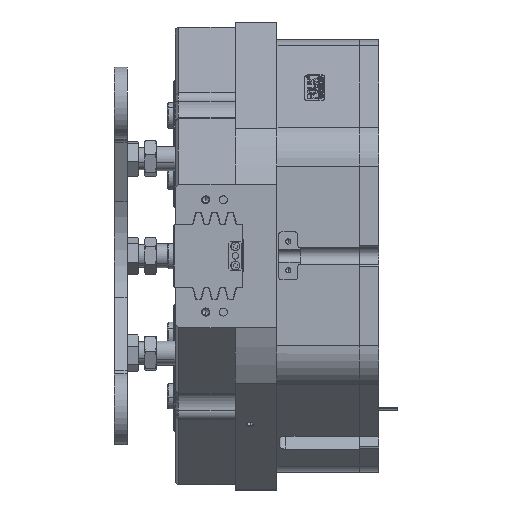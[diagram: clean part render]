
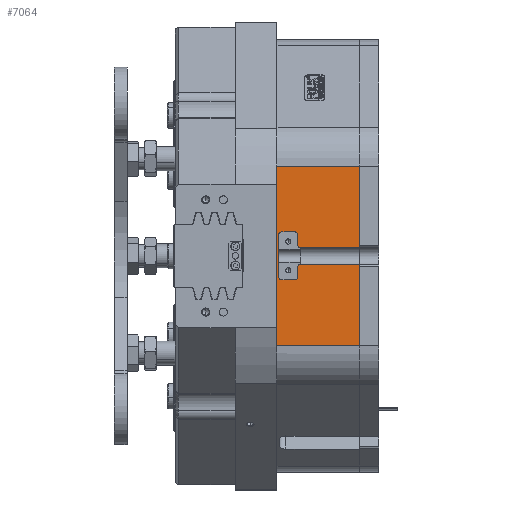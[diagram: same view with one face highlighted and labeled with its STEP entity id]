
A CAD part, left-side view. The second image highlights one B-rep face of the part: STEP entity #7064.
In plain terms, the highlighted planar face has unit normal (-1, 0, 0).
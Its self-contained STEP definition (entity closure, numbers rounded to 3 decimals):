
#274 = CARTESIAN_POINT ( 'NONE',  ( -119., 38.5, -6.5 ) ) ;
#675 = LINE ( 'NONE', #60141, #3714 ) ;
#951 = CARTESIAN_POINT ( 'NONE',  ( -119., 637.01, -56.003 ) ) ;
#1355 = DIRECTION ( 'NONE',  ( 0., -1., 0. ) ) ;
#1458 = VERTEX_POINT ( 'NONE', #20877 ) ;
#2236 = DIRECTION ( 'NONE',  ( -1., 0., 0. ) ) ;
#2987 = LINE ( 'NONE', #50642, #30436 ) ;
#3132 = AXIS2_PLACEMENT_3D ( 'NONE', #47852, #62121, #14192 ) ;
#3714 = VECTOR ( 'NONE', #21389, 1000. ) ;
#3768 = DIRECTION ( 'NONE',  ( 0., -1., 0. ) ) ;
#3934 = DIRECTION ( 'NONE',  ( 0., 0., -1. ) ) ;
#6159 = VERTEX_POINT ( 'NONE', #24226 ) ;
#6680 = EDGE_CURVE ( 'NONE', #33594, #24838, #59106, .T. ) ;
#7064 = ADVANCED_FACE ( 'NONE', ( #17160 ), #28903, .T. ) ;
#8017 = LINE ( 'NONE', #951, #25547 ) ;
#8377 = ORIENTED_EDGE ( 'NONE', *, *, #50012, .F. ) ;
#8531 = DIRECTION ( 'NONE',  ( 0., 1., 0. ) ) ;
#9222 = DIRECTION ( 'NONE',  ( 0., 0., -1. ) ) ;
#9258 = DIRECTION ( 'NONE',  ( -1., 0., 0. ) ) ;
#9321 = VECTOR ( 'NONE', #8531, 1000. ) ;
#9393 = ORIENTED_EDGE ( 'NONE', *, *, #21735, .T. ) ;
#10167 = DIRECTION ( 'NONE',  ( 0., 0., 1. ) ) ;
#10470 = CARTESIAN_POINT ( 'NONE',  ( -119., 40.5, -13. ) ) ;
#11211 = EDGE_CURVE ( 'NONE', #29699, #6159, #20651, .T. ) ;
#11346 = CARTESIAN_POINT ( 'NONE',  ( -119., 637.01, 56.003 ) ) ;
#11741 = EDGE_CURVE ( 'NONE', #42285, #20448, #32007, .T. ) ;
#12901 = LINE ( 'NONE', #11346, #28909 ) ;
#13173 = ORIENTED_EDGE ( 'NONE', *, *, #19658, .F. ) ;
#13762 = VECTOR ( 'NONE', #3934, 1000. ) ;
#14192 = DIRECTION ( 'NONE',  ( 0., 0., 1. ) ) ;
#14203 = DIRECTION ( 'NONE',  ( 0., 0., 1. ) ) ;
#14524 = VECTOR ( 'NONE', #15592, 1000. ) ;
#15071 = CARTESIAN_POINT ( 'NONE',  ( -119., 38.5, 206.114 ) ) ;
#15592 = DIRECTION ( 'NONE',  ( 0., -1., 0. ) ) ;
#15822 = ORIENTED_EDGE ( 'NONE', *, *, #46520, .F. ) ;
#17160 = FACE_OUTER_BOUND ( 'NONE', #24769, .T. ) ;
#17274 = VERTEX_POINT ( 'NONE', #42641 ) ;
#17848 = VERTEX_POINT ( 'NONE', #35821 ) ;
#18889 = LINE ( 'NONE', #23318, #55449 ) ;
#19003 = CARTESIAN_POINT ( 'NONE',  ( -119., 38.5, -13. ) ) ;
#19658 = EDGE_CURVE ( 'NONE', #31147, #56589, #46124, .T. ) ;
#19977 = CIRCLE ( 'NONE', #3132, 1. ) ;
#20125 = CIRCLE ( 'NONE', #51883, 2. ) ;
#20201 = ORIENTED_EDGE ( 'NONE', *, *, #21366, .F. ) ;
#20222 = CARTESIAN_POINT ( 'NONE',  ( -119., 48.5, -13. ) ) ;
#20448 = VERTEX_POINT ( 'NONE', #52941 ) ;
#20651 = LINE ( 'NONE', #44985, #14524 ) ;
#20877 = CARTESIAN_POINT ( 'NONE',  ( -119., 38.5, 6.5 ) ) ;
#21366 = EDGE_CURVE ( 'NONE', #23890, #25399, #38321, .T. ) ;
#21389 = DIRECTION ( 'NONE',  ( 0., 0., 1. ) ) ;
#21412 = EDGE_CURVE ( 'NONE', #38724, #42285, #22281, .T. ) ;
#21735 = EDGE_CURVE ( 'NONE', #1458, #58898, #19977, .T. ) ;
#22281 = LINE ( 'NONE', #37913, #37589 ) ;
#22999 = CARTESIAN_POINT ( 'NONE',  ( -119., 637.01, 15. ) ) ;
#23318 = CARTESIAN_POINT ( 'NONE',  ( -119., 637.01, -15. ) ) ;
#23890 = VERTEX_POINT ( 'NONE', #47706 ) ;
#24226 = CARTESIAN_POINT ( 'NONE',  ( -119., 0., -5.5 ) ) ;
#24769 = EDGE_LOOP ( 'NONE', ( #45372, #13173, #59330, #45344, #25750, #50222, #15822, #8377, #49034, #55828, #28855, #60024, #20201, #37015, #37824, #9393, #58589, #36217 ) ) ;
#24822 = CARTESIAN_POINT ( 'NONE',  ( -119., 37.5, -5.5 ) ) ;
#24838 = VERTEX_POINT ( 'NONE', #38793 ) ;
#25399 = VERTEX_POINT ( 'NONE', #48499 ) ;
#25547 = VECTOR ( 'NONE', #1355, 1000. ) ;
#25750 = ORIENTED_EDGE ( 'NONE', *, *, #11211, .F. ) ;
#25802 = AXIS2_PLACEMENT_3D ( 'NONE', #37622, #9258, #33337 ) ;
#26491 = CARTESIAN_POINT ( 'NONE',  ( -119., 48.5, 13. ) ) ;
#26555 = VERTEX_POINT ( 'NONE', #274 ) ;
#27976 = DIRECTION ( 'NONE',  ( -1., 0., 0. ) ) ;
#28681 = DIRECTION ( 'NONE',  ( -1., 0., 0. ) ) ;
#28746 = VECTOR ( 'NONE', #49168, 1000. ) ;
#28855 = ORIENTED_EDGE ( 'NONE', *, *, #21412, .F. ) ;
#28903 = PLANE ( 'NONE',  #55623 ) ;
#28909 = VECTOR ( 'NONE', #36079, 1000. ) ;
#29699 = VERTEX_POINT ( 'NONE', #24822 ) ;
#30123 = VERTEX_POINT ( 'NONE', #19003 ) ;
#30436 = VECTOR ( 'NONE', #30839, 1000. ) ;
#30839 = DIRECTION ( 'NONE',  ( 0., 1., 0. ) ) ;
#31147 = VERTEX_POINT ( 'NONE', #38271 ) ;
#32007 = CIRCLE ( 'NONE', #54619, 2. ) ;
#32278 = CIRCLE ( 'NONE', #40173, 2. ) ;
#32350 = CIRCLE ( 'NONE', #25802, 2. ) ;
#32897 = DIRECTION ( 'NONE',  ( 0., 0., 1. ) ) ;
#33337 = DIRECTION ( 'NONE',  ( 0., 0., 1. ) ) ;
#33594 = VERTEX_POINT ( 'NONE', #47709 ) ;
#34212 = EDGE_CURVE ( 'NONE', #31147, #17274, #8017, .T. ) ;
#34952 = AXIS2_PLACEMENT_3D ( 'NONE', #52261, #27976, #32897 ) ;
#35713 = EDGE_CURVE ( 'NONE', #25399, #38724, #20125, .T. ) ;
#35821 = CARTESIAN_POINT ( 'NONE',  ( -119., 40.5, -15. ) ) ;
#36079 = DIRECTION ( 'NONE',  ( 0., 1., 0. ) ) ;
#36217 = ORIENTED_EDGE ( 'NONE', *, *, #6680, .F. ) ;
#36312 = CARTESIAN_POINT ( 'NONE',  ( -119., 51.8, 56.003 ) ) ;
#37015 = ORIENTED_EDGE ( 'NONE', *, *, #57689, .F. ) ;
#37589 = VECTOR ( 'NONE', #62173, 1000. ) ;
#37622 = CARTESIAN_POINT ( 'NONE',  ( -119., 40.5, 13. ) ) ;
#37824 = ORIENTED_EDGE ( 'NONE', *, *, #63129, .F. ) ;
#37913 = CARTESIAN_POINT ( 'NONE',  ( -119., 50.5, 206.114 ) ) ;
#38271 = CARTESIAN_POINT ( 'NONE',  ( -119., 51.8, -56.003 ) ) ;
#38321 = LINE ( 'NONE', #22999, #9321 ) ;
#38413 = CARTESIAN_POINT ( 'NONE',  ( -119., 0., 206.114 ) ) ;
#38724 = VERTEX_POINT ( 'NONE', #40626 ) ;
#38793 = CARTESIAN_POINT ( 'NONE',  ( -119., 0., 5.5 ) ) ;
#38917 = EDGE_CURVE ( 'NONE', #29699, #26555, #62465, .T. ) ;
#39239 = DIRECTION ( 'NONE',  ( -1., 0., 0. ) ) ;
#39367 = CARTESIAN_POINT ( 'NONE',  ( -119., 51.8, -5.5 ) ) ;
#40173 = AXIS2_PLACEMENT_3D ( 'NONE', #10470, #39239, #49039 ) ;
#40626 = CARTESIAN_POINT ( 'NONE',  ( -119., 50.5, 13. ) ) ;
#41377 = VERTEX_POINT ( 'NONE', #62504 ) ;
#41726 = LINE ( 'NONE', #15071, #28746 ) ;
#42285 = VERTEX_POINT ( 'NONE', #57082 ) ;
#42641 = CARTESIAN_POINT ( 'NONE',  ( -119., 0., -56.003 ) ) ;
#44110 = EDGE_CURVE ( 'NONE', #6159, #17274, #52624, .T. ) ;
#44712 = EDGE_CURVE ( 'NONE', #33594, #56589, #12901, .T. ) ;
#44985 = CARTESIAN_POINT ( 'NONE',  ( -119., 637.01, -5.5 ) ) ;
#45344 = ORIENTED_EDGE ( 'NONE', *, *, #44110, .F. ) ;
#45372 = ORIENTED_EDGE ( 'NONE', *, *, #44712, .T. ) ;
#46124 = LINE ( 'NONE', #39367, #49203 ) ;
#46520 = EDGE_CURVE ( 'NONE', #30123, #26555, #675, .T. ) ;
#47560 = CARTESIAN_POINT ( 'NONE',  ( -119., 0., 206.114 ) ) ;
#47706 = CARTESIAN_POINT ( 'NONE',  ( -119., 40.5, 15. ) ) ;
#47709 = CARTESIAN_POINT ( 'NONE',  ( -119., 0., 56.003 ) ) ;
#47852 = CARTESIAN_POINT ( 'NONE',  ( -119., 37.5, 6.5 ) ) ;
#48499 = CARTESIAN_POINT ( 'NONE',  ( -119., 48.5, 15. ) ) ;
#49034 = ORIENTED_EDGE ( 'NONE', *, *, #55291, .F. ) ;
#49039 = DIRECTION ( 'NONE',  ( 0., 0., 1. ) ) ;
#49168 = DIRECTION ( 'NONE',  ( 0., 0., 1. ) ) ;
#49203 = VECTOR ( 'NONE', #10167, 1000. ) ;
#50012 = EDGE_CURVE ( 'NONE', #17848, #30123, #32278, .T. ) ;
#50222 = ORIENTED_EDGE ( 'NONE', *, *, #38917, .T. ) ;
#50642 = CARTESIAN_POINT ( 'NONE',  ( -119., 637.01, 5.5 ) ) ;
#51490 = CARTESIAN_POINT ( 'NONE',  ( -119., 37.5, 5.5 ) ) ;
#51883 = AXIS2_PLACEMENT_3D ( 'NONE', #26491, #2236, #60563 ) ;
#52261 = CARTESIAN_POINT ( 'NONE',  ( -119., 37.5, -6.5 ) ) ;
#52624 = LINE ( 'NONE', #47560, #13762 ) ;
#52941 = CARTESIAN_POINT ( 'NONE',  ( -119., 48.5, -15. ) ) ;
#54293 = DIRECTION ( 'NONE',  ( -1., 0., 0. ) ) ;
#54619 = AXIS2_PLACEMENT_3D ( 'NONE', #20222, #54293, #59606 ) ;
#55291 = EDGE_CURVE ( 'NONE', #20448, #17848, #18889, .T. ) ;
#55449 = VECTOR ( 'NONE', #3768, 1000. ) ;
#55623 = AXIS2_PLACEMENT_3D ( 'NONE', #62550, #28681, #14203 ) ;
#55828 = ORIENTED_EDGE ( 'NONE', *, *, #11741, .F. ) ;
#56589 = VERTEX_POINT ( 'NONE', #36312 ) ;
#57082 = CARTESIAN_POINT ( 'NONE',  ( -119., 50.5, -13. ) ) ;
#57689 = EDGE_CURVE ( 'NONE', #41377, #23890, #32350, .T. ) ;
#58589 = ORIENTED_EDGE ( 'NONE', *, *, #61637, .F. ) ;
#58898 = VERTEX_POINT ( 'NONE', #51490 ) ;
#59106 = LINE ( 'NONE', #38413, #59901 ) ;
#59330 = ORIENTED_EDGE ( 'NONE', *, *, #34212, .T. ) ;
#59606 = DIRECTION ( 'NONE',  ( 0., 0., 1. ) ) ;
#59901 = VECTOR ( 'NONE', #9222, 1000. ) ;
#60024 = ORIENTED_EDGE ( 'NONE', *, *, #35713, .F. ) ;
#60141 = CARTESIAN_POINT ( 'NONE',  ( -119., 38.5, 206.114 ) ) ;
#60563 = DIRECTION ( 'NONE',  ( 0., 0., 1. ) ) ;
#61637 = EDGE_CURVE ( 'NONE', #24838, #58898, #2987, .T. ) ;
#62121 = DIRECTION ( 'NONE',  ( -1., 0., 0. ) ) ;
#62173 = DIRECTION ( 'NONE',  ( 0., 0., -1. ) ) ;
#62465 = CIRCLE ( 'NONE', #34952, 1. ) ;
#62504 = CARTESIAN_POINT ( 'NONE',  ( -119., 38.5, 13. ) ) ;
#62550 = CARTESIAN_POINT ( 'NONE',  ( -119., 637.01, 206.114 ) ) ;
#63129 = EDGE_CURVE ( 'NONE', #1458, #41377, #41726, .T. ) ;
